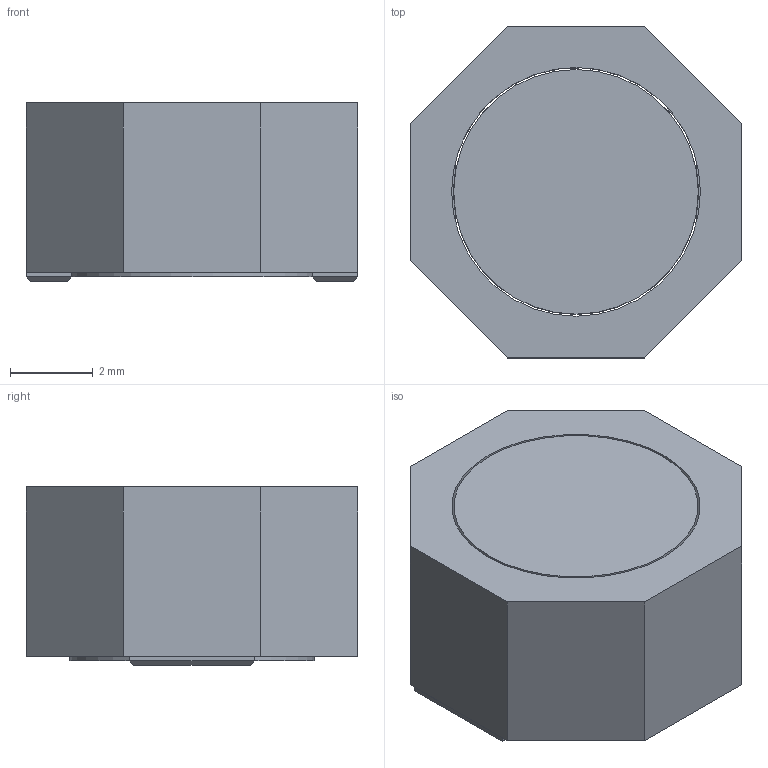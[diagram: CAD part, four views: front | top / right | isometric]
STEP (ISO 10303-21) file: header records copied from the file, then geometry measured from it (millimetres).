
FILE_DESCRIPTION((''),'2;1');
FILE_NAME('IND_BOURNS_SRU8043.stp','2015-08-06T16:07:09',(''),(''),'Mechanical Desktop 2011','Mechanical Desktop 2011',', , ');
FILE_SCHEMA(('AUTOMOTIVE_DESIGN { 1 2 10303 214 1 1 1 1 }'));
Length unit declared in the file: millimetre
Products named in the file (1): Product
Bounding box: 8 x 8 x 4.3 mm (x, y, z)
Volume: 217.5 mm3; surface area: 383.5 mm2
Topology: 4 solids, 4 shells, 40 faces, 89 edges, 57 vertices
Faces by surface type: plane 36, cylinder 4
Entity records: 1143 total; most frequent: CARTESIAN_POINT 187, DIRECTION 184, ORIENTED_EDGE 178, EDGE_CURVE 89, VECTOR 76, LINE 76, VERTEX_POINT 57, AXIS2_PLACEMENT_3D 54
